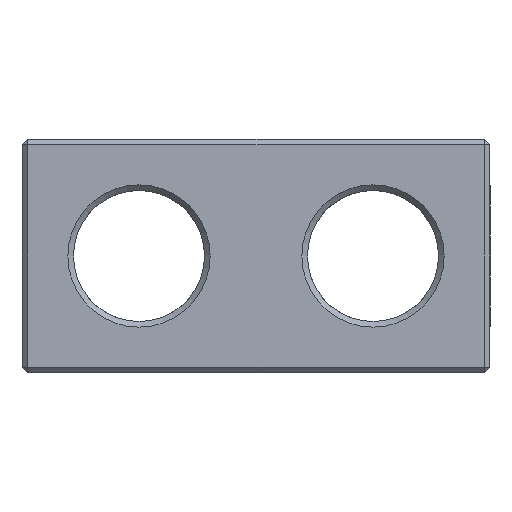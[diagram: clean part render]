
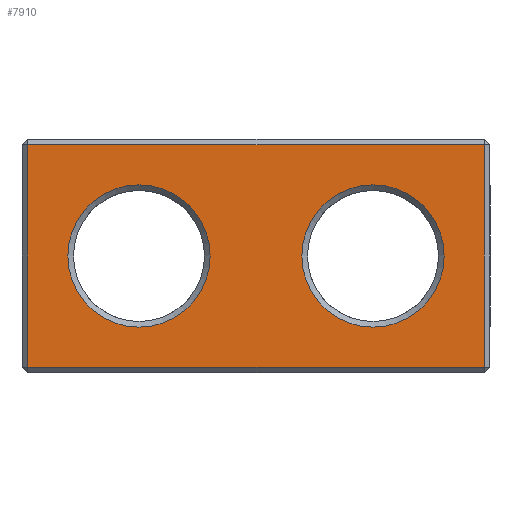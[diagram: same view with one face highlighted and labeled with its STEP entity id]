
A CAD part, left-side view. The second image highlights one B-rep face of the part: STEP entity #7910.
In plain terms, the highlighted planar face has unit normal (-1, 0, 0).
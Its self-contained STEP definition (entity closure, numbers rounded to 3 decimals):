
#345 = PLANE('',#346);
#346 = AXIS2_PLACEMENT_3D('',#347,#348,#349);
#347 = CARTESIAN_POINT('',(-118.6,18.75,0.15));
#348 = DIRECTION('',(-0.707,0.,-0.707
    ));
#349 = DIRECTION('',(0.,1.,0.));
#2234 = VERTEX_POINT('',#2235);
#2235 = CARTESIAN_POINT('',(-118.75,18.45,0.3));
#2256 = EDGE_CURVE('',#2234,#2257,#2259,.T.);
#2257 = VERTEX_POINT('',#2258);
#2258 = CARTESIAN_POINT('',(-118.75,-5.95,0.3));
#2259 = SURFACE_CURVE('',#2260,(#2264,#2271),.PCURVE_S1.);
#2260 = LINE('',#2261,#2262);
#2261 = CARTESIAN_POINT('',(-118.75,18.75,0.3));
#2262 = VECTOR('',#2263,1.);
#2263 = DIRECTION('',(0.,-1.,0.));
#2264 = PCURVE('',#345,#2265);
#2265 = DEFINITIONAL_REPRESENTATION('',(#2266),#2270);
#2266 = LINE('',#2267,#2268);
#2267 = CARTESIAN_POINT('',(0.,-0.212));
#2268 = VECTOR('',#2269,1.);
#2269 = DIRECTION('',(-1.,0.));
#2270 = ( GEOMETRIC_REPRESENTATION_CONTEXT(2) 
PARAMETRIC_REPRESENTATION_CONTEXT() REPRESENTATION_CONTEXT('2D SPACE',''
  ) );
#2271 = PCURVE('',#2272,#2277);
#2272 = PLANE('',#2273);
#2273 = AXIS2_PLACEMENT_3D('',#2274,#2275,#2276);
#2274 = CARTESIAN_POINT('',(-118.75,18.75,0.));
#2275 = DIRECTION('',(1.,0.,0.));
#2276 = DIRECTION('',(0.,-1.,0.));
#2277 = DEFINITIONAL_REPRESENTATION('',(#2278),#2282);
#2278 = LINE('',#2279,#2280);
#2279 = CARTESIAN_POINT('',(0.,-0.3));
#2280 = VECTOR('',#2281,1.);
#2281 = DIRECTION('',(1.,0.));
#2282 = ( GEOMETRIC_REPRESENTATION_CONTEXT(2) 
PARAMETRIC_REPRESENTATION_CONTEXT() REPRESENTATION_CONTEXT('2D SPACE',''
  ) );
#6570 = PLANE('',#6571);
#6571 = AXIS2_PLACEMENT_3D('',#6572,#6573,#6574);
#6572 = CARTESIAN_POINT('',(-118.6,18.6,0.));
#6573 = DIRECTION('',(-0.707,0.707,0.)
  );
#6574 = DIRECTION('',(0.,0.,-1.));
#7509 = PLANE('',#7510);
#7510 = AXIS2_PLACEMENT_3D('',#7511,#7512,#7513);
#7511 = CARTESIAN_POINT('',(-118.6,-6.1,0.));
#7512 = DIRECTION('',(-0.707,-0.707,0.
    ));
#7513 = DIRECTION('',(0.,0.,-1.));
#7910 = ADVANCED_FACE('',(#7911,#7986,#8021),#2272,.F.);
#7911 = FACE_BOUND('',#7912,.F.);
#7912 = EDGE_LOOP('',(#7913,#7943,#7964,#7965));
#7913 = ORIENTED_EDGE('',*,*,#7914,.T.);
#7914 = EDGE_CURVE('',#7915,#7917,#7919,.T.);
#7915 = VERTEX_POINT('',#7916);
#7916 = CARTESIAN_POINT('',(-118.75,18.45,12.2));
#7917 = VERTEX_POINT('',#7918);
#7918 = CARTESIAN_POINT('',(-118.75,-5.95,12.2));
#7919 = SURFACE_CURVE('',#7920,(#7924,#7931),.PCURVE_S1.);
#7920 = LINE('',#7921,#7922);
#7921 = CARTESIAN_POINT('',(-118.75,18.75,12.2));
#7922 = VECTOR('',#7923,1.);
#7923 = DIRECTION('',(0.,-1.,0.));
#7924 = PCURVE('',#2272,#7925);
#7925 = DEFINITIONAL_REPRESENTATION('',(#7926),#7930);
#7926 = LINE('',#7927,#7928);
#7927 = CARTESIAN_POINT('',(0.,-12.2));
#7928 = VECTOR('',#7929,1.);
#7929 = DIRECTION('',(1.,0.));
#7930 = ( GEOMETRIC_REPRESENTATION_CONTEXT(2) 
PARAMETRIC_REPRESENTATION_CONTEXT() REPRESENTATION_CONTEXT('2D SPACE',''
  ) );
#7931 = PCURVE('',#7932,#7937);
#7932 = PLANE('',#7933);
#7933 = AXIS2_PLACEMENT_3D('',#7934,#7935,#7936);
#7934 = CARTESIAN_POINT('',(-118.6,18.75,12.35));
#7935 = DIRECTION('',(0.707,0.,-0.707
    ));
#7936 = DIRECTION('',(0.,1.,0.));
#7937 = DEFINITIONAL_REPRESENTATION('',(#7938),#7942);
#7938 = LINE('',#7939,#7940);
#7939 = CARTESIAN_POINT('',(0.,-0.212));
#7940 = VECTOR('',#7941,1.);
#7941 = DIRECTION('',(-1.,0.));
#7942 = ( GEOMETRIC_REPRESENTATION_CONTEXT(2) 
PARAMETRIC_REPRESENTATION_CONTEXT() REPRESENTATION_CONTEXT('2D SPACE',''
  ) );
#7943 = ORIENTED_EDGE('',*,*,#7944,.F.);
#7944 = EDGE_CURVE('',#2257,#7917,#7945,.T.);
#7945 = SURFACE_CURVE('',#7946,(#7950,#7957),.PCURVE_S1.);
#7946 = LINE('',#7947,#7948);
#7947 = CARTESIAN_POINT('',(-118.75,-5.95,0.));
#7948 = VECTOR('',#7949,1.);
#7949 = DIRECTION('',(0.,0.,1.));
#7950 = PCURVE('',#2272,#7951);
#7951 = DEFINITIONAL_REPRESENTATION('',(#7952),#7956);
#7952 = LINE('',#7953,#7954);
#7953 = CARTESIAN_POINT('',(24.7,0.));
#7954 = VECTOR('',#7955,1.);
#7955 = DIRECTION('',(0.,-1.));
#7956 = ( GEOMETRIC_REPRESENTATION_CONTEXT(2) 
PARAMETRIC_REPRESENTATION_CONTEXT() REPRESENTATION_CONTEXT('2D SPACE',''
  ) );
#7957 = PCURVE('',#7509,#7958);
#7958 = DEFINITIONAL_REPRESENTATION('',(#7959),#7963);
#7959 = LINE('',#7960,#7961);
#7960 = CARTESIAN_POINT('',(0.,-0.212));
#7961 = VECTOR('',#7962,1.);
#7962 = DIRECTION('',(-1.,0.));
#7963 = ( GEOMETRIC_REPRESENTATION_CONTEXT(2) 
PARAMETRIC_REPRESENTATION_CONTEXT() REPRESENTATION_CONTEXT('2D SPACE',''
  ) );
#7964 = ORIENTED_EDGE('',*,*,#2256,.F.);
#7965 = ORIENTED_EDGE('',*,*,#7966,.T.);
#7966 = EDGE_CURVE('',#2234,#7915,#7967,.T.);
#7967 = SURFACE_CURVE('',#7968,(#7972,#7979),.PCURVE_S1.);
#7968 = LINE('',#7969,#7970);
#7969 = CARTESIAN_POINT('',(-118.75,18.45,0.));
#7970 = VECTOR('',#7971,1.);
#7971 = DIRECTION('',(0.,0.,1.));
#7972 = PCURVE('',#2272,#7973);
#7973 = DEFINITIONAL_REPRESENTATION('',(#7974),#7978);
#7974 = LINE('',#7975,#7976);
#7975 = CARTESIAN_POINT('',(0.3,0.));
#7976 = VECTOR('',#7977,1.);
#7977 = DIRECTION('',(0.,-1.));
#7978 = ( GEOMETRIC_REPRESENTATION_CONTEXT(2) 
PARAMETRIC_REPRESENTATION_CONTEXT() REPRESENTATION_CONTEXT('2D SPACE',''
  ) );
#7979 = PCURVE('',#6570,#7980);
#7980 = DEFINITIONAL_REPRESENTATION('',(#7981),#7985);
#7981 = LINE('',#7982,#7983);
#7982 = CARTESIAN_POINT('',(0.,0.212));
#7983 = VECTOR('',#7984,1.);
#7984 = DIRECTION('',(-1.,0.));
#7985 = ( GEOMETRIC_REPRESENTATION_CONTEXT(2) 
PARAMETRIC_REPRESENTATION_CONTEXT() REPRESENTATION_CONTEXT('2D SPACE',''
  ) );
#7986 = FACE_BOUND('',#7987,.F.);
#7987 = EDGE_LOOP('',(#7988));
#7988 = ORIENTED_EDGE('',*,*,#7989,.T.);
#7989 = EDGE_CURVE('',#7990,#7990,#7992,.T.);
#7990 = VERTEX_POINT('',#7991);
#7991 = CARTESIAN_POINT('',(-118.75,0.,10.05)
  );
#7992 = SURFACE_CURVE('',#7993,(#7998,#8009),.PCURVE_S1.);
#7993 = CIRCLE('',#7994,3.8);
#7994 = AXIS2_PLACEMENT_3D('',#7995,#7996,#7997);
#7995 = CARTESIAN_POINT('',(-118.75,0.,6.25));
#7996 = DIRECTION('',(-1.,0.,0.));
#7997 = DIRECTION('',(0.,0.,1.));
#7998 = PCURVE('',#2272,#7999);
#7999 = DEFINITIONAL_REPRESENTATION('',(#8000),#8008);
#8000 = ( BOUNDED_CURVE() B_SPLINE_CURVE(2,(#8001,#8002,#8003,#8004,
#8005,#8006,#8007),.UNSPECIFIED.,.T.,.F.) B_SPLINE_CURVE_WITH_KNOTS((1,2
    ,2,2,2,1),(-2.094,0.,2.094,4.189,
6.283,8.378),.UNSPECIFIED.) CURVE() 
GEOMETRIC_REPRESENTATION_ITEM() RATIONAL_B_SPLINE_CURVE((1.,0.5,1.,0.5,
1.,0.5,1.)) REPRESENTATION_ITEM('') );
#8001 = CARTESIAN_POINT('',(18.75,-10.05));
#8002 = CARTESIAN_POINT('',(12.168,-10.05));
#8003 = CARTESIAN_POINT('',(15.459,-4.35));
#8004 = CARTESIAN_POINT('',(18.75,1.35));
#8005 = CARTESIAN_POINT('',(22.041,-4.35));
#8006 = CARTESIAN_POINT('',(25.332,-10.05));
#8007 = CARTESIAN_POINT('',(18.75,-10.05));
#8008 = ( GEOMETRIC_REPRESENTATION_CONTEXT(2) 
PARAMETRIC_REPRESENTATION_CONTEXT() REPRESENTATION_CONTEXT('2D SPACE',''
  ) );
#8009 = PCURVE('',#8010,#8015);
#8010 = CONICAL_SURFACE('',#8011,3.5,0.785);
#8011 = AXIS2_PLACEMENT_3D('',#8012,#8013,#8014);
#8012 = CARTESIAN_POINT('',(-118.45,0.,6.25));
#8013 = DIRECTION('',(-1.,-0.,-0.));
#8014 = DIRECTION('',(0.,0.,1.));
#8015 = DEFINITIONAL_REPRESENTATION('',(#8016),#8020);
#8016 = LINE('',#8017,#8018);
#8017 = CARTESIAN_POINT('',(0.,0.3));
#8018 = VECTOR('',#8019,1.);
#8019 = DIRECTION('',(1.,0.));
#8020 = ( GEOMETRIC_REPRESENTATION_CONTEXT(2) 
PARAMETRIC_REPRESENTATION_CONTEXT() REPRESENTATION_CONTEXT('2D SPACE',''
  ) );
#8021 = FACE_BOUND('',#8022,.F.);
#8022 = EDGE_LOOP('',(#8023));
#8023 = ORIENTED_EDGE('',*,*,#8024,.T.);
#8024 = EDGE_CURVE('',#8025,#8025,#8027,.T.);
#8025 = VERTEX_POINT('',#8026);
#8026 = CARTESIAN_POINT('',(-118.75,12.5,10.05));
#8027 = SURFACE_CURVE('',#8028,(#8033,#8044),.PCURVE_S1.);
#8028 = CIRCLE('',#8029,3.8);
#8029 = AXIS2_PLACEMENT_3D('',#8030,#8031,#8032);
#8030 = CARTESIAN_POINT('',(-118.75,12.5,6.25));
#8031 = DIRECTION('',(-1.,0.,0.));
#8032 = DIRECTION('',(0.,0.,1.));
#8033 = PCURVE('',#2272,#8034);
#8034 = DEFINITIONAL_REPRESENTATION('',(#8035),#8043);
#8035 = ( BOUNDED_CURVE() B_SPLINE_CURVE(2,(#8036,#8037,#8038,#8039,
#8040,#8041,#8042),.UNSPECIFIED.,.T.,.F.) B_SPLINE_CURVE_WITH_KNOTS((1,2
    ,2,2,2,1),(-2.094,0.,2.094,4.189,
6.283,8.378),.UNSPECIFIED.) CURVE() 
GEOMETRIC_REPRESENTATION_ITEM() RATIONAL_B_SPLINE_CURVE((1.,0.5,1.,0.5,
1.,0.5,1.)) REPRESENTATION_ITEM('') );
#8036 = CARTESIAN_POINT('',(6.25,-10.05));
#8037 = CARTESIAN_POINT('',(-0.332,-10.05));
#8038 = CARTESIAN_POINT('',(2.959,-4.35));
#8039 = CARTESIAN_POINT('',(6.25,1.35));
#8040 = CARTESIAN_POINT('',(9.541,-4.35));
#8041 = CARTESIAN_POINT('',(12.832,-10.05));
#8042 = CARTESIAN_POINT('',(6.25,-10.05));
#8043 = ( GEOMETRIC_REPRESENTATION_CONTEXT(2) 
PARAMETRIC_REPRESENTATION_CONTEXT() REPRESENTATION_CONTEXT('2D SPACE',''
  ) );
#8044 = PCURVE('',#8045,#8050);
#8045 = CONICAL_SURFACE('',#8046,3.5,0.785);
#8046 = AXIS2_PLACEMENT_3D('',#8047,#8048,#8049);
#8047 = CARTESIAN_POINT('',(-118.45,12.5,6.25));
#8048 = DIRECTION('',(-1.,-0.,0.));
#8049 = DIRECTION('',(0.,0.,1.));
#8050 = DEFINITIONAL_REPRESENTATION('',(#8051),#8055);
#8051 = LINE('',#8052,#8053);
#8052 = CARTESIAN_POINT('',(0.,0.3));
#8053 = VECTOR('',#8054,1.);
#8054 = DIRECTION('',(1.,0.));
#8055 = ( GEOMETRIC_REPRESENTATION_CONTEXT(2) 
PARAMETRIC_REPRESENTATION_CONTEXT() REPRESENTATION_CONTEXT('2D SPACE',''
  ) );
